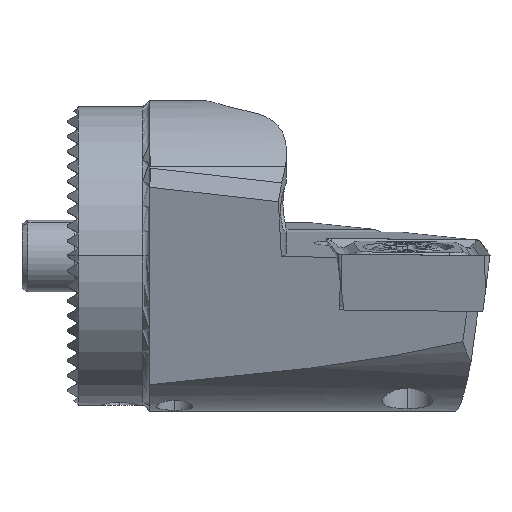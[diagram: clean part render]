
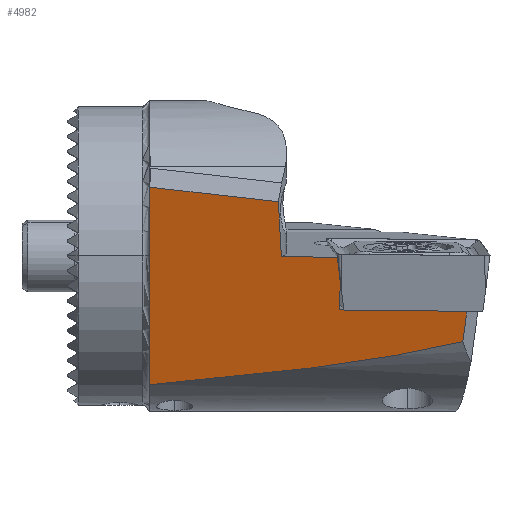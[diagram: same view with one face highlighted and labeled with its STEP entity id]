
A CAD part, top view. The second image highlights one B-rep face of the part: STEP entity #4982.
In plain terms, the highlighted planar face has unit normal (-0.102, -0.224, 0.969).
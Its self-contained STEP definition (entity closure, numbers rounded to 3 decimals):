
#198 = VERTEX_POINT ( 'NONE', #12144 ) ;
#200 = CARTESIAN_POINT ( 'NONE',  ( 17.526, -0.079, 14.877 ) ) ;
#537 = CARTESIAN_POINT ( 'NONE',  ( 6.507, 5.74, 15.064 ) ) ;
#698 = CARTESIAN_POINT ( 'NONE',  ( 17.272, 4.523, 15.916 ) ) ;
#919 = DIRECTION ( 'NONE',  ( 0., 0.974, 0.226 ) ) ;
#1504 = CARTESIAN_POINT ( 'NONE',  ( 22.18, 0.196, 15.43 ) ) ;
#1906 = DIRECTION ( 'NONE',  ( 0.131, 0.963, 0.237 ) ) ;
#1927 = VECTOR ( 'NONE', #7174, 1000. ) ;
#1946 = EDGE_CURVE ( 'NONE', #9263, #6950, #5422, .T. ) ;
#2180 = PLANE ( 'NONE',  #8909 ) ;
#2228 = VERTEX_POINT ( 'NONE', #698 ) ;
#2259 = CARTESIAN_POINT ( 'NONE',  ( 6.5, 12.167, 16.552 ) ) ;
#2303 = LINE ( 'NONE', #9872, #1927 ) ;
#2564 = VECTOR ( 'NONE', #15672, 1000. ) ;
#2986 = DIRECTION ( 'NONE',  ( -0.009, -0.974, -0.226 ) ) ;
#3177 = CARTESIAN_POINT ( 'NONE',  ( 22.218, -0.129, 15.359 ) ) ;
#3378 = EDGE_CURVE ( 'NONE', #6323, #14521, #5178, .T. ) ;
#3543 = EDGE_CURVE ( 'NONE', #14521, #198, #14901, .T. ) ;
#4178 = CARTESIAN_POINT ( 'NONE',  ( 6.507, 5.74, 15.064 ) ) ;
#4203 = ORIENTED_EDGE ( 'NONE', *, *, #6652, .T. ) ;
#4526 = EDGE_CURVE ( 'NONE', #6950, #10848, #5761, .T. ) ;
#4649 = VECTOR ( 'NONE', #1906, 1000. ) ;
#4695 = CARTESIAN_POINT ( 'NONE',  ( 0.297, -23.137, 7.724 ) ) ;
#4922 = CARTESIAN_POINT ( 'NONE',  ( 6.5, -10.802, 11.233 ) ) ;
#4982 = ADVANCED_FACE ( 'NONE', ( #7369 ), #2180, .F. ) ;
#5020 = VECTOR ( 'NONE', #6252, 1000. ) ;
#5077 = EDGE_CURVE ( 'NONE', #9946, #2228, #10286, .T. ) ;
#5178 = LINE ( 'NONE', #1504, #2564 ) ;
#5422 = LINE ( 'NONE', #2259, #5020 ) ;
#5455 = CARTESIAN_POINT ( 'NONE',  ( 6.5, 5.529, 15.015 ) ) ;
#5490 = EDGE_CURVE ( 'NONE', #8059, #198, #2303, .T. ) ;
#5520 = ORIENTED_EDGE ( 'NONE', *, *, #1946, .F. ) ;
#5761 = B_SPLINE_CURVE_WITH_KNOTS ( 'NONE', 3,
 ( #5455, #7939, #10717, #4178 ),
 .UNSPECIFIED., .F., .F.,
 ( 4, 4 ),
 ( 0.003, 0.003 ),
 .UNSPECIFIED. ) ;
#6252 = DIRECTION ( 'NONE',  ( 0., 0.974, 0.226 ) ) ;
#6309 = CARTESIAN_POINT ( 'NONE',  ( -2.572, 0.139, 12.811 ) ) ;
#6323 = VERTEX_POINT ( 'NONE', #3177 ) ;
#6382 = CARTESIAN_POINT ( 'NONE',  ( 17.526, -0.079, 14.877 ) ) ;
#6510 = DIRECTION ( 'NONE',  ( -0.991, 0.112, -0.078 ) ) ;
#6652 = EDGE_CURVE ( 'NONE', #9263, #11582, #12480, .T. ) ;
#6950 = VERTEX_POINT ( 'NONE', #14969 ) ;
#7174 = DIRECTION ( 'NONE',  ( -0.995, 0.011, -0.102 ) ) ;
#7369 = FACE_OUTER_BOUND ( 'NONE', #16043, .T. ) ;
#7684 = CARTESIAN_POINT ( 'NONE',  ( 17.366, 3.016, 15.577 ) ) ;
#7939 = CARTESIAN_POINT ( 'NONE',  ( 6.5, 5.599, 15.031 ) ) ;
#8059 = VERTEX_POINT ( 'NONE', #12573 ) ;
#8738 = VECTOR ( 'NONE', #6510, 1000. ) ;
#8888 = CARTESIAN_POINT ( 'NONE',  ( 17.45, 1.481, 15.23 ) ) ;
#8909 = AXIS2_PLACEMENT_3D ( 'NONE', #4695, #13752, #919 ) ;
#8916 = CARTESIAN_POINT ( 'NONE',  ( 32.72, -7.192, 14.829 ) ) ;
#9263 = VERTEX_POINT ( 'NONE', #16642 ) ;
#9398 = CARTESIAN_POINT ( 'NONE',  ( 22.409, -5.921, 14.038 ) ) ;
#9650 = ORIENTED_EDGE ( 'NONE', *, *, #5077, .T. ) ;
#9872 = CARTESIAN_POINT ( 'NONE',  ( 22.577, -4.511, 14.382 ) ) ;
#9912 = VECTOR ( 'NONE', #12885, 1000. ) ;
#9935 = LINE ( 'NONE', #11581, #8738 ) ;
#9946 = VERTEX_POINT ( 'NONE', #200 ) ;
#10286 =( BOUNDED_CURVE ( )  B_SPLINE_CURVE ( 3, ( #6382, #8888, #7684, #16746 ),
 .UNSPECIFIED., .F., .F. ) 
 B_SPLINE_CURVE_WITH_KNOTS ( ( 4, 4 ),
 ( 4.99, 5.091 ),
 .UNSPECIFIED. ) 
 CURVE ( )  GEOMETRIC_REPRESENTATION_ITEM ( )  RATIONAL_B_SPLINE_CURVE ( ( 1., 0.999, 0.999, 1. ) ) 
 REPRESENTATION_ITEM ( '' )  );
#10688 = CARTESIAN_POINT ( 'NONE',  ( 17.976, -9.844, 12.663 ) ) ;
#10717 = CARTESIAN_POINT ( 'NONE',  ( 6.502, 5.669, 15.047 ) ) ;
#10800 = CARTESIAN_POINT ( 'NONE',  ( 29.943, -27.667, 9.796 ) ) ;
#10848 = VERTEX_POINT ( 'NONE', #537 ) ;
#10901 = ORIENTED_EDGE ( 'NONE', *, *, #5490, .T. ) ;
#11370 = CARTESIAN_POINT ( 'NONE',  ( 22.444, -2.056, 14.937 ) ) ;
#11515 = LINE ( 'NONE', #10800, #4649 ) ;
#11552 = ORIENTED_EDGE ( 'NONE', *, *, #4526, .F. ) ;
#11581 = CARTESIAN_POINT ( 'NONE',  ( 6.586, 5.731, 15.07 ) ) ;
#11582 = VERTEX_POINT ( 'NONE', #12972 ) ;
#12144 = CARTESIAN_POINT ( 'NONE',  ( 22.421, -4.509, 14.366 ) ) ;
#12281 = EDGE_CURVE ( 'NONE', #11582, #8059, #11515, .T. ) ;
#12480 =( BOUNDED_CURVE ( )  B_SPLINE_CURVE ( 3, ( #4922, #10688, #16477, #8916 ),
 .UNSPECIFIED., .F., .T. ) 
 B_SPLINE_CURVE_WITH_KNOTS ( ( 4, 4 ),
 ( 5.53, 5.924 ),
 .UNSPECIFIED. ) 
 CURVE ( )  GEOMETRIC_REPRESENTATION_ITEM ( )  RATIONAL_B_SPLINE_CURVE ( ( 1., 0.987, 0.987, 1. ) ) 
 REPRESENTATION_ITEM ( '' )  );
#12573 = CARTESIAN_POINT ( 'NONE',  ( 33.068, -4.624, 15.461 ) ) ;
#12885 = DIRECTION ( 'NONE',  ( -0.995, 0.011, -0.102 ) ) ;
#12972 = CARTESIAN_POINT ( 'NONE',  ( 32.72, -7.192, 14.829 ) ) ;
#13375 = LINE ( 'NONE', #6309, #9912 ) ;
#13752 = DIRECTION ( 'NONE',  ( 0.102, 0.224, -0.969 ) ) ;
#13829 = EDGE_CURVE ( 'NONE', #2228, #10848, #9935, .T. ) ;
#14088 = VECTOR ( 'NONE', #2986, 1000. ) ;
#14121 = ORIENTED_EDGE ( 'NONE', *, *, #3543, .F. ) ;
#14521 = VERTEX_POINT ( 'NONE', #11370 ) ;
#14901 = LINE ( 'NONE', #9398, #14088 ) ;
#14969 = CARTESIAN_POINT ( 'NONE',  ( 6.5, 5.529, 15.015 ) ) ;
#15156 = ORIENTED_EDGE ( 'NONE', *, *, #12281, .T. ) ;
#15303 = ORIENTED_EDGE ( 'NONE', *, *, #16473, .T. ) ;
#15672 = DIRECTION ( 'NONE',  ( 0.114, -0.97, -0.213 ) ) ;
#16043 = EDGE_LOOP ( 'NONE', ( #4203, #15156, #10901, #14121, #16715, #15303, #9650, #16550, #11552, #5520 ) ) ;
#16473 = EDGE_CURVE ( 'NONE', #6323, #9946, #13375, .T. ) ;
#16477 = CARTESIAN_POINT ( 'NONE',  ( 26.83, -8.625, 13.877 ) ) ;
#16550 = ORIENTED_EDGE ( 'NONE', *, *, #13829, .T. ) ;
#16642 = CARTESIAN_POINT ( 'NONE',  ( 6.5, -10.802, 11.233 ) ) ;
#16715 = ORIENTED_EDGE ( 'NONE', *, *, #3378, .F. ) ;
#16746 = CARTESIAN_POINT ( 'NONE',  ( 17.272, 4.523, 15.916 ) ) ;
